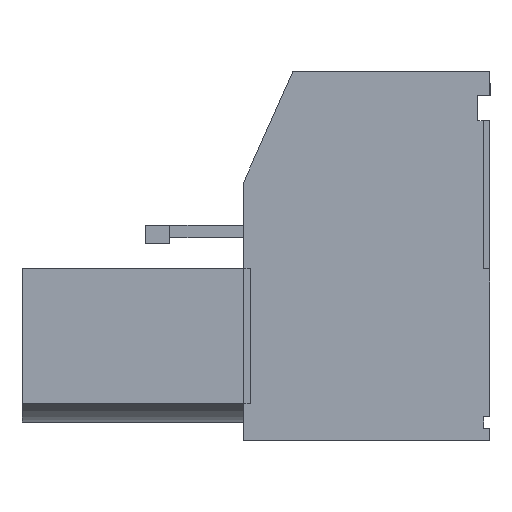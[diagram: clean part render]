
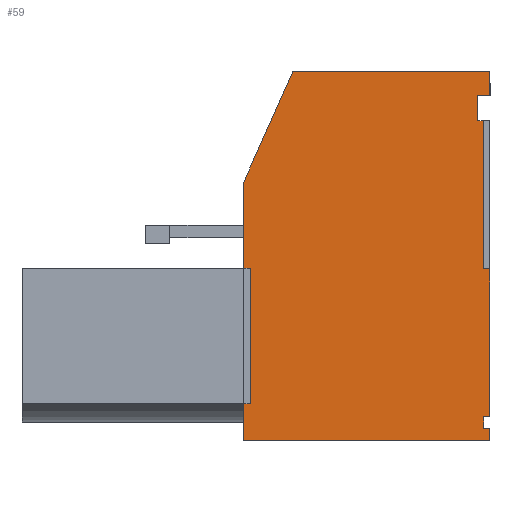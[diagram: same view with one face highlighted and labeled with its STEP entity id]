
A CAD part, left-side view. The second image highlights one B-rep face of the part: STEP entity #59.
In plain terms, the highlighted planar face has unit normal (-1, 0, 0).
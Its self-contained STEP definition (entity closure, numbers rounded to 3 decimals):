
#59=ADVANCED_FACE('',(#180),#1825,.T.);
#180=FACE_OUTER_BOUND('',#309,.T.);
#309=EDGE_LOOP('',(#520,#521,#522,#523,#524,#525,#526,#527,#528,#529,#530,
#531,#532,#533,#534,#535,#536,#537,#538));
#520=ORIENTED_EDGE('',*,*,#1215,.T.);
#521=ORIENTED_EDGE('',*,*,#1220,.T.);
#522=ORIENTED_EDGE('',*,*,#1066,.F.);
#523=ORIENTED_EDGE('',*,*,#1039,.T.);
#524=ORIENTED_EDGE('',*,*,#1067,.F.);
#525=ORIENTED_EDGE('',*,*,#1069,.T.);
#526=ORIENTED_EDGE('',*,*,#1050,.T.);
#527=ORIENTED_EDGE('',*,*,#1211,.F.);
#528=ORIENTED_EDGE('',*,*,#1202,.T.);
#529=ORIENTED_EDGE('',*,*,#1204,.F.);
#530=ORIENTED_EDGE('',*,*,#1203,.T.);
#531=ORIENTED_EDGE('',*,*,#1160,.F.);
#532=ORIENTED_EDGE('',*,*,#1153,.T.);
#533=ORIENTED_EDGE('',*,*,#1154,.F.);
#534=ORIENTED_EDGE('',*,*,#1159,.T.);
#535=ORIENTED_EDGE('',*,*,#1131,.F.);
#536=ORIENTED_EDGE('',*,*,#1130,.T.);
#537=ORIENTED_EDGE('',*,*,#1054,.F.);
#538=ORIENTED_EDGE('',*,*,#1219,.F.);
#1039=EDGE_CURVE('',#1614,#1616,#1313,.T.);
#1050=EDGE_CURVE('',#1620,#1623,#1411,.T.);
#1054=EDGE_CURVE('',#1625,#1678,#1415,.T.);
#1066=EDGE_CURVE('',#1614,#1631,#1326,.T.);
#1067=EDGE_CURVE('',#1632,#1616,#1327,.T.);
#1069=EDGE_CURVE('',#1632,#1620,#1423,.T.);
#1130=EDGE_CURVE('',#1677,#1678,#1472,.T.);
#1131=EDGE_CURVE('',#1677,#1676,#1473,.T.);
#1153=EDGE_CURVE('',#1691,#1692,#1495,.T.);
#1154=EDGE_CURVE('',#1693,#1692,#1496,.T.);
#1159=EDGE_CURVE('',#1693,#1676,#1501,.T.);
#1160=EDGE_CURVE('',#1691,#1727,#1502,.T.);
#1202=EDGE_CURVE('',#1724,#1725,#1538,.T.);
#1203=EDGE_CURVE('',#1726,#1727,#1539,.T.);
#1204=EDGE_CURVE('',#1726,#1725,#1540,.T.);
#1211=EDGE_CURVE('',#1724,#1623,#1547,.T.);
#1215=EDGE_CURVE('',#1733,#1734,#1551,.T.);
#1219=EDGE_CURVE('',#1733,#1625,#1555,.T.);
#1220=EDGE_CURVE('',#1734,#1631,#1556,.T.);
#1313=(
BOUNDED_CURVE()
B_SPLINE_CURVE(2,(#2686,#2687,#2688),.UNSPECIFIED.,.F.,.F.)
B_SPLINE_CURVE_WITH_KNOTS((3,3),(25.5,31.),.UNSPECIFIED.)
CURVE()
GEOMETRIC_REPRESENTATION_ITEM()
RATIONAL_B_SPLINE_CURVE((1.,1.,1.))
REPRESENTATION_ITEM('')
);
#1326=(
BOUNDED_CURVE()
B_SPLINE_CURVE(1,(#2748,#2749),.UNSPECIFIED.,.F.,.F.)
B_SPLINE_CURVE_WITH_KNOTS((2,2),(-9.275,-9.),.UNSPECIFIED.)
CURVE()
GEOMETRIC_REPRESENTATION_ITEM()
RATIONAL_B_SPLINE_CURVE((1.,1.))
REPRESENTATION_ITEM('')
);
#1327=(
BOUNDED_CURVE()
B_SPLINE_CURVE(1,(#2750,#2751),.UNSPECIFIED.,.F.,.F.)
B_SPLINE_CURVE_WITH_KNOTS((2,2),(9.,9.275),.UNSPECIFIED.)
CURVE()
GEOMETRIC_REPRESENTATION_ITEM()
RATIONAL_B_SPLINE_CURVE((1.,1.))
REPRESENTATION_ITEM('')
);
#1411=B_SPLINE_CURVE_WITH_KNOTS('',1,(#2713,#2714),.UNSPECIFIED.,.F.,.F.,
(2,2),(0.,10.),.UNSPECIFIED.);
#1415=B_SPLINE_CURVE_WITH_KNOTS('',1,(#2721,#2722),.UNSPECIFIED.,.F.,.F.,
(2,2),(34.95,35.925),.UNSPECIFIED.);
#1423=B_SPLINE_CURVE_WITH_KNOTS('',1,(#2754,#2755),.UNSPECIFIED.,.F.,.F.,
(2,2),(48.45,49.95),.UNSPECIFIED.);
#1472=B_SPLINE_CURVE_WITH_KNOTS('',1,(#2900,#2901),.UNSPECIFIED.,.F.,.F.,
(2,2),(0.,0.5),.UNSPECIFIED.);
#1473=B_SPLINE_CURVE_WITH_KNOTS('',1,(#2902,#2903),.UNSPECIFIED.,.F.,.F.,
(2,2),(-1.025,0.),.UNSPECIFIED.);
#1495=B_SPLINE_CURVE_WITH_KNOTS('',1,(#2946,#2947),.UNSPECIFIED.,.F.,.F.,
(2,2),(-0.275,0.),.UNSPECIFIED.);
#1496=B_SPLINE_CURVE_WITH_KNOTS('',1,(#2948,#2949),.UNSPECIFIED.,.F.,.F.,
(2,2),(-6.025,0.),.UNSPECIFIED.);
#1501=B_SPLINE_CURVE_WITH_KNOTS('',1,(#2958,#2959),.UNSPECIFIED.,.F.,.F.,
(2,2),(-0.225,0.),.UNSPECIFIED.);
#1502=B_SPLINE_CURVE_WITH_KNOTS('',1,(#2960,#2961),.UNSPECIFIED.,.F.,.F.,
(2,2),(42.975,48.975),.UNSPECIFIED.);
#1538=B_SPLINE_CURVE_WITH_KNOTS('',1,(#3056,#3057),.UNSPECIFIED.,.F.,.F.,
(2,2),(-0.25,0.),.UNSPECIFIED.);
#1539=B_SPLINE_CURVE_WITH_KNOTS('',1,(#3058,#3059),.UNSPECIFIED.,.F.,.F.,
(2,2),(0.,0.25),.UNSPECIFIED.);
#1540=B_SPLINE_CURVE_WITH_KNOTS('',1,(#3060,#3061),.UNSPECIFIED.,.F.,.F.,
(2,2),(-0.475,0.),.UNSPECIFIED.);
#1547=B_SPLINE_CURVE_WITH_KNOTS('',1,(#3074,#3075),.UNSPECIFIED.,.F.,.F.,
(2,2),(49.45,49.95),.UNSPECIFIED.);
#1551=B_SPLINE_CURVE_WITH_KNOTS('',1,(#3082,#3083),.UNSPECIFIED.,.F.,.F.,
(2,2),(8.5,13.424),.UNSPECIFIED.);
#1555=B_SPLINE_CURVE_WITH_KNOTS('',1,(#3090,#3091),.UNSPECIFIED.,.F.,.F.,
(2,2),(2.,10.),.UNSPECIFIED.);
#1556=B_SPLINE_CURVE_WITH_KNOTS('',1,(#3092,#3093),.UNSPECIFIED.,.F.,.F.,
(2,2),(39.45,42.95),.UNSPECIFIED.);
#1614=VERTEX_POINT('',#2482);
#1616=VERTEX_POINT('',#2484);
#1620=VERTEX_POINT('',#2488);
#1623=VERTEX_POINT('',#2491);
#1625=VERTEX_POINT('',#2493);
#1631=VERTEX_POINT('',#2499);
#1632=VERTEX_POINT('',#2500);
#1676=VERTEX_POINT('',#2544);
#1677=VERTEX_POINT('',#2545);
#1678=VERTEX_POINT('',#2546);
#1691=VERTEX_POINT('',#2559);
#1692=VERTEX_POINT('',#2560);
#1693=VERTEX_POINT('',#2561);
#1724=VERTEX_POINT('',#2592);
#1725=VERTEX_POINT('',#2593);
#1726=VERTEX_POINT('',#2594);
#1727=VERTEX_POINT('',#2595);
#1733=VERTEX_POINT('',#2601);
#1734=VERTEX_POINT('',#2602);
#1825=PLANE('',#1941);
#1941=AXIS2_PLACEMENT_3D('',#2187,#2040,$);
#2040=DIRECTION('',(-1.,0.,0.));
#2187=CARTESIAN_POINT('',(0.,10.,15.));
#2482=CARTESIAN_POINT('',(0.,9.725,7.));
#2484=CARTESIAN_POINT('',(0.,9.725,1.5));
#2488=CARTESIAN_POINT('',(0.,10.,0.));
#2491=CARTESIAN_POINT('',(0.,0.,0.));
#2493=CARTESIAN_POINT('',(0.,0.,15.));
#2499=CARTESIAN_POINT('',(0.,10.,7.));
#2500=CARTESIAN_POINT('',(0.,10.,1.5));
#2544=CARTESIAN_POINT('',(0.,0.5,13.));
#2545=CARTESIAN_POINT('',(0.,0.5,14.025));
#2546=CARTESIAN_POINT('',(0.,0.,14.025));
#2559=CARTESIAN_POINT('',(0.,0.,6.975));
#2560=CARTESIAN_POINT('',(0.,0.275,6.975));
#2561=CARTESIAN_POINT('',(0.,0.275,13.));
#2592=CARTESIAN_POINT('',(0.,0.,0.5));
#2593=CARTESIAN_POINT('',(0.,0.25,0.5));
#2594=CARTESIAN_POINT('',(0.,0.25,0.975));
#2595=CARTESIAN_POINT('',(0.,0.,0.975));
#2601=CARTESIAN_POINT('',(0.,8.,15.));
#2602=CARTESIAN_POINT('',(0.,10.,10.5));
#2686=CARTESIAN_POINT('',(0.,9.725,7.));
#2687=CARTESIAN_POINT('',(0.,9.725,4.25));
#2688=CARTESIAN_POINT('',(0.,9.725,1.5));
#2713=CARTESIAN_POINT('',(0.,10.,0.));
#2714=CARTESIAN_POINT('',(0.,0.,0.));
#2721=CARTESIAN_POINT('',(0.,0.,15.));
#2722=CARTESIAN_POINT('',(0.,0.,14.025));
#2748=CARTESIAN_POINT('',(0.,9.725,7.));
#2749=CARTESIAN_POINT('',(0.,10.,7.));
#2750=CARTESIAN_POINT('',(0.,10.,1.5));
#2751=CARTESIAN_POINT('',(0.,9.725,1.5));
#2754=CARTESIAN_POINT('',(0.,10.,1.5));
#2755=CARTESIAN_POINT('',(0.,10.,0.));
#2900=CARTESIAN_POINT('',(0.,0.5,14.025));
#2901=CARTESIAN_POINT('',(0.,0.,14.025));
#2902=CARTESIAN_POINT('',(0.,0.5,14.025));
#2903=CARTESIAN_POINT('',(0.,0.5,13.));
#2946=CARTESIAN_POINT('',(0.,0.,6.975));
#2947=CARTESIAN_POINT('',(0.,0.275,6.975));
#2948=CARTESIAN_POINT('',(0.,0.275,13.));
#2949=CARTESIAN_POINT('',(0.,0.275,6.975));
#2958=CARTESIAN_POINT('',(0.,0.275,13.));
#2959=CARTESIAN_POINT('',(0.,0.5,13.));
#2960=CARTESIAN_POINT('',(0.,0.,6.975));
#2961=CARTESIAN_POINT('',(0.,0.,0.975));
#3056=CARTESIAN_POINT('',(0.,0.,0.5));
#3057=CARTESIAN_POINT('',(0.,0.25,0.5));
#3058=CARTESIAN_POINT('',(0.,0.25,0.975));
#3059=CARTESIAN_POINT('',(0.,0.,0.975));
#3060=CARTESIAN_POINT('',(0.,0.25,0.975));
#3061=CARTESIAN_POINT('',(0.,0.25,0.5));
#3074=CARTESIAN_POINT('',(0.,0.,0.5));
#3075=CARTESIAN_POINT('',(0.,0.,0.));
#3082=CARTESIAN_POINT('',(0.,8.,15.));
#3083=CARTESIAN_POINT('',(0.,10.,10.5));
#3090=CARTESIAN_POINT('',(0.,8.,15.));
#3091=CARTESIAN_POINT('',(0.,0.,15.));
#3092=CARTESIAN_POINT('',(0.,10.,10.5));
#3093=CARTESIAN_POINT('',(0.,10.,7.));
